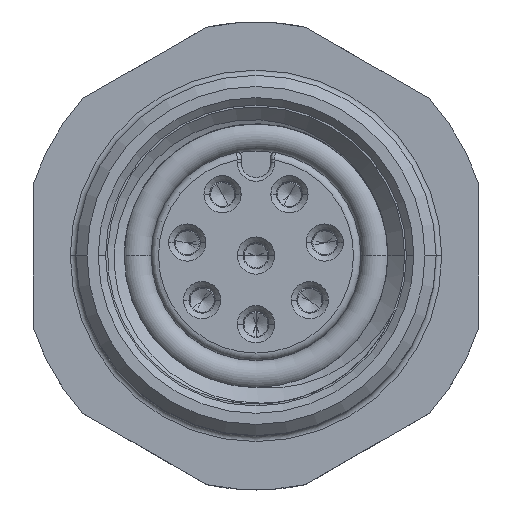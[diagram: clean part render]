
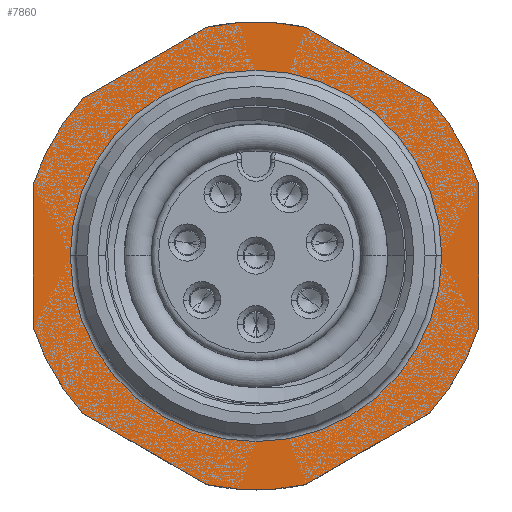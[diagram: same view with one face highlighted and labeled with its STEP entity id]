
A CAD part, top view. The second image highlights one B-rep face of the part: STEP entity #7860.
In plain terms, the highlighted planar face has unit normal (0, 0, 1).
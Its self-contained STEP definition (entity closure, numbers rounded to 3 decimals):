
#5567=CARTESIAN_POINT('',(0.,0.,-0.3));
#5568=DIRECTION('',(0.,0.,1.));
#5569=DIRECTION('',(0.212,0.977,0.));
#5570=AXIS2_PLACEMENT_3D('',#5567,#5568,#5569);
#5572=DIRECTION('',(-0.866,0.5,0.));
#5573=VECTOR('',#5572,3.842);
#5574=CARTESIAN_POINT('',(4.664,4.236,-0.3));
#5575=LINE('',#5574,#5573);
#5576=CARTESIAN_POINT('',(0.,0.,-0.3));
#5577=DIRECTION('',(0.,0.,1.));
#5578=DIRECTION('',(0.952,0.305,0.));
#5579=AXIS2_PLACEMENT_3D('',#5576,#5577,#5578);
#5581=DIRECTION('',(0.,1.,0.));
#5582=VECTOR('',#5581,3.842);
#5583=CARTESIAN_POINT('',(6.,-1.921,-0.3));
#5584=LINE('',#5583,#5582);
#5585=CARTESIAN_POINT('',(0.,0.,-0.3));
#5586=DIRECTION('',(0.,0.,1.));
#5587=DIRECTION('',(0.74,-0.672,0.));
#5588=AXIS2_PLACEMENT_3D('',#5585,#5586,#5587);
#5590=DIRECTION('',(0.866,0.5,0.));
#5591=VECTOR('',#5590,3.842);
#5592=CARTESIAN_POINT('',(1.336,-6.157,-0.3));
#5593=LINE('',#5592,#5591);
#5594=CARTESIAN_POINT('',(0.,0.,-0.3));
#5595=DIRECTION('',(0.,0.,1.));
#5596=DIRECTION('',(-0.212,-0.977,0.));
#5597=AXIS2_PLACEMENT_3D('',#5594,#5595,#5596);
#5599=DIRECTION('',(0.866,-0.5,0.));
#5600=VECTOR('',#5599,3.842);
#5601=CARTESIAN_POINT('',(-4.664,-4.236,-0.3));
#5602=LINE('',#5601,#5600);
#5603=CARTESIAN_POINT('',(0.,0.,-0.3));
#5604=DIRECTION('',(0.,0.,1.));
#5605=DIRECTION('',(-0.952,-0.305,0.));
#5606=AXIS2_PLACEMENT_3D('',#5603,#5604,#5605);
#5608=DIRECTION('',(0.,-1.,0.));
#5609=VECTOR('',#5608,3.842);
#5610=CARTESIAN_POINT('',(-6.,1.921,-0.3));
#5611=LINE('',#5610,#5609);
#5612=CARTESIAN_POINT('',(0.,0.,-0.3));
#5613=DIRECTION('',(0.,0.,1.));
#5614=DIRECTION('',(-0.74,0.672,0.));
#5615=AXIS2_PLACEMENT_3D('',#5612,#5613,#5614);
#5617=DIRECTION('',(-0.866,-0.5,0.));
#5618=VECTOR('',#5617,3.842);
#5619=CARTESIAN_POINT('',(-1.336,6.157,-0.3));
#5620=LINE('',#5619,#5618);
#5621=CARTESIAN_POINT('',(0.,0.,-0.3));
#5622=DIRECTION('',(0.,0.,1.));
#5623=DIRECTION('',(-1.,0.,0.));
#5624=AXIS2_PLACEMENT_3D('',#5621,#5622,#5623);
#5626=CARTESIAN_POINT('',(0.,0.,-0.3));
#5627=DIRECTION('',(0.,0.,1.));
#5628=DIRECTION('',(1.,0.,0.));
#5629=AXIS2_PLACEMENT_3D('',#5626,#5627,#5628);
#7263=CARTESIAN_POINT('',(1.336,6.157,-0.3));
#7264=CARTESIAN_POINT('',(-1.336,6.157,-0.3));
#7265=VERTEX_POINT('',#7263);
#7266=VERTEX_POINT('',#7264);
#7267=CARTESIAN_POINT('',(-4.664,4.236,-0.3));
#7268=VERTEX_POINT('',#7267);
#7269=CARTESIAN_POINT('',(-6.,1.921,-0.3));
#7270=VERTEX_POINT('',#7269);
#7271=CARTESIAN_POINT('',(-6.,-1.921,-0.3));
#7272=VERTEX_POINT('',#7271);
#7273=CARTESIAN_POINT('',(-4.664,-4.236,-0.3));
#7274=VERTEX_POINT('',#7273);
#7275=CARTESIAN_POINT('',(-1.336,-6.157,-0.3));
#7276=VERTEX_POINT('',#7275);
#7277=CARTESIAN_POINT('',(1.336,-6.157,-0.3));
#7278=VERTEX_POINT('',#7277);
#7279=CARTESIAN_POINT('',(4.664,-4.236,-0.3));
#7280=VERTEX_POINT('',#7279);
#7281=CARTESIAN_POINT('',(6.,-1.921,-0.3));
#7282=VERTEX_POINT('',#7281);
#7283=CARTESIAN_POINT('',(6.,1.921,-0.3));
#7284=VERTEX_POINT('',#7283);
#7285=CARTESIAN_POINT('',(4.664,4.236,-0.3));
#7286=VERTEX_POINT('',#7285);
#7333=CARTESIAN_POINT('',(5.,0.,-0.3));
#7334=CARTESIAN_POINT('',(-5.,0.,-0.3));
#7335=VERTEX_POINT('',#7333);
#7336=VERTEX_POINT('',#7334);
#7823=CARTESIAN_POINT('',(0.,0.,-0.3));
#7824=DIRECTION('',(0.,0.,1.));
#7825=DIRECTION('',(1.,0.,0.));
#7826=AXIS2_PLACEMENT_3D('',#7823,#7824,#7825);
#7827=PLANE('',#7826);
#7829=ORIENTED_EDGE('',*,*,#7828,.F.);
#7831=ORIENTED_EDGE('',*,*,#7830,.F.);
#7833=ORIENTED_EDGE('',*,*,#7832,.F.);
#7835=ORIENTED_EDGE('',*,*,#7834,.F.);
#7837=ORIENTED_EDGE('',*,*,#7836,.F.);
#7839=ORIENTED_EDGE('',*,*,#7838,.F.);
#7841=ORIENTED_EDGE('',*,*,#7840,.F.);
#7843=ORIENTED_EDGE('',*,*,#7842,.F.);
#7845=ORIENTED_EDGE('',*,*,#7844,.F.);
#7847=ORIENTED_EDGE('',*,*,#7846,.F.);
#7849=ORIENTED_EDGE('',*,*,#7848,.F.);
#7851=ORIENTED_EDGE('',*,*,#7850,.F.);
#7852=EDGE_LOOP('',(#7829,#7831,#7833,#7835,#7837,#7839,#7841,#7843,#7845,#7847,
#7849,#7851));
#7853=FACE_OUTER_BOUND('',#7852,.F.);
#7855=ORIENTED_EDGE('',*,*,#7854,.T.);
#7857=ORIENTED_EDGE('',*,*,#7856,.T.);
#7858=EDGE_LOOP('',(#7855,#7857));
#7859=FACE_BOUND('',#7858,.F.);
#5571=CIRCLE('',#5570,6.3);
#5580=CIRCLE('',#5579,6.3);
#5589=CIRCLE('',#5588,6.3);
#5598=CIRCLE('',#5597,6.3);
#5607=CIRCLE('',#5606,6.3);
#5616=CIRCLE('',#5615,6.3);
#5625=CIRCLE('',#5624,5.);
#5630=CIRCLE('',#5629,5.);
#7828=EDGE_CURVE('',#7265,#7266,#5571,.T.);
#7830=EDGE_CURVE('',#7286,#7265,#5575,.T.);
#7832=EDGE_CURVE('',#7284,#7286,#5580,.T.);
#7834=EDGE_CURVE('',#7282,#7284,#5584,.T.);
#7836=EDGE_CURVE('',#7280,#7282,#5589,.T.);
#7838=EDGE_CURVE('',#7278,#7280,#5593,.T.);
#7840=EDGE_CURVE('',#7276,#7278,#5598,.T.);
#7842=EDGE_CURVE('',#7274,#7276,#5602,.T.);
#7844=EDGE_CURVE('',#7272,#7274,#5607,.T.);
#7846=EDGE_CURVE('',#7270,#7272,#5611,.T.);
#7848=EDGE_CURVE('',#7268,#7270,#5616,.T.);
#7850=EDGE_CURVE('',#7266,#7268,#5620,.T.);
#7854=EDGE_CURVE('',#7336,#7335,#5625,.T.);
#7856=EDGE_CURVE('',#7335,#7336,#5630,.T.);
#7860=ADVANCED_FACE('',(#7853,#7859),#7827,.T.);
